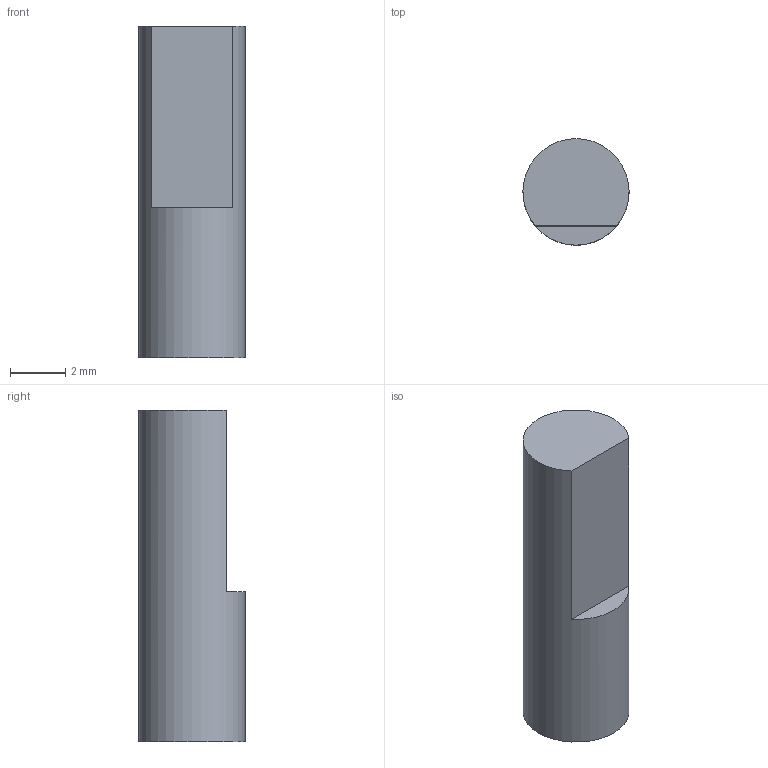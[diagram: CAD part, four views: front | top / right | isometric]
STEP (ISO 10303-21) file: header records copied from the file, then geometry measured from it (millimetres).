
FILE_DESCRIPTION(/* description */ (''),/* implementation_level */ '2;1');
FILE_NAME(/* name */ 'Motor Shaft.ipt.stp',/* time_stamp */ '2014-02-16T18:43:04-05:00',/* author */ ('Spooner'),/* organization */ (''),/* preprocessor_version */ 'ST-DEVELOPER v15.2',/* originating_system */ 'Autodesk Inventor 2014',/* authorisation */ '');
FILE_SCHEMA (('AUTOMOTIVE_DESIGN { 1 0 10303 214 3 1 1 }'));
Length unit declared in the file: inch
Products named in the file (1): Motor Shaft
Bounding box: 3.86 x 3.86 x 12.06 mm (x, y, z)
Volume: 132 mm3; surface area: 167.1 mm2
Topology: 1 solids, 1 shells, 5 faces, 9 edges, 6 vertices
Faces by surface type: plane 4, cylinder 1
Full cylindrical faces by diameter (mm): 3.861 x1
Entity records: 135 total; most frequent: DIRECTION 22, CARTESIAN_POINT 18, ORIENTED_EDGE 14, AXIS2_PLACEMENT_3D 9, EDGE_CURVE 7, EDGE_LOOP 6, FACE_OUTER_BOUND 5, VERTEX_POINT 5
